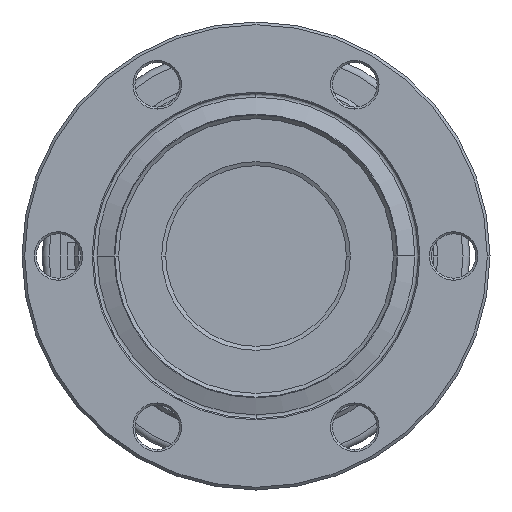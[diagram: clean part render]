
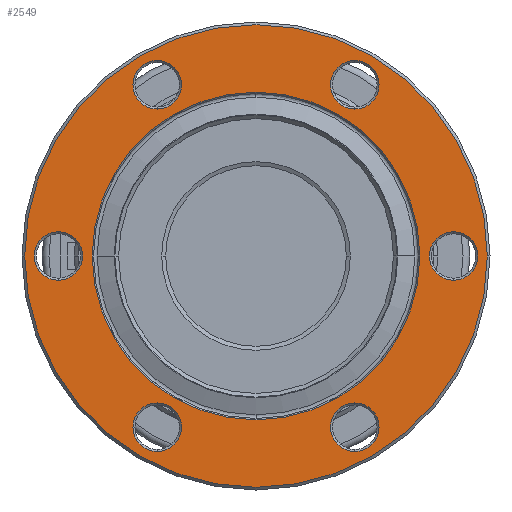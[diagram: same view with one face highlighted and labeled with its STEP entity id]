
A CAD part, left-side view. The second image highlights one B-rep face of the part: STEP entity #2549.
In plain terms, the highlighted planar face has unit normal (-1, 0, 0).
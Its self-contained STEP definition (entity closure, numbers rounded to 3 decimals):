
#1668=CARTESIAN_POINT('',(-5.996,-34.35,0.));
#1669=VERTEX_POINT('',#1668);
#1676=CARTESIAN_POINT('',(-5.996,34.35,0.));
#1677=VERTEX_POINT('',#1676);
#1678=CARTESIAN_POINT('',(-5.996,0.,0.0));
#1679=DIRECTION('',(1.0,0.0,0.0));
#1680=DIRECTION('',(0.0,-1.0,0.0));
#1681=AXIS2_PLACEMENT_3D('',#1678,#1679,#1680);
#1682=CIRCLE('',#1681,34.35);
#1683=EDGE_CURVE('',#1669,#1677,#1682,.T.);
#1990=CARTESIAN_POINT('',(-5.996,14.675,-21.818));
#1991=VERTEX_POINT('',#1990);
#2005=CARTESIAN_POINT('',(-5.996,14.675,-29.018));
#2006=VERTEX_POINT('',#2005);
#2013=CARTESIAN_POINT('',(-5.996,14.675,-25.418));
#2014=DIRECTION('',(-1.0,0.0,0.0));
#2015=DIRECTION('',(0.0,0.0,1.0));
#2016=AXIS2_PLACEMENT_3D('',#2013,#2014,#2015);
#2017=CIRCLE('',#2016,3.6);
#2018=EDGE_CURVE('',#2006,#1991,#2017,.T.);
#2060=CARTESIAN_POINT('',(-5.996,-14.675,-21.818));
#2061=VERTEX_POINT('',#2060);
#2075=CARTESIAN_POINT('',(-5.996,-14.675,-29.018));
#2076=VERTEX_POINT('',#2075);
#2083=CARTESIAN_POINT('',(-5.996,-14.675,-25.418));
#2084=DIRECTION('',(-1.0,0.0,0.0));
#2085=DIRECTION('',(0.0,0.0,1.0));
#2086=AXIS2_PLACEMENT_3D('',#2083,#2084,#2085);
#2087=CIRCLE('',#2086,3.6);
#2088=EDGE_CURVE('',#2076,#2061,#2087,.T.);
#2130=CARTESIAN_POINT('',(-5.996,-29.35,3.6));
#2131=VERTEX_POINT('',#2130);
#2145=CARTESIAN_POINT('',(-5.996,-29.35,-3.6));
#2146=VERTEX_POINT('',#2145);
#2153=CARTESIAN_POINT('',(-5.996,-29.35,0.));
#2154=DIRECTION('',(-1.0,0.0,0.0));
#2155=DIRECTION('',(0.0,0.0,1.0));
#2156=AXIS2_PLACEMENT_3D('',#2153,#2154,#2155);
#2157=CIRCLE('',#2156,3.6);
#2158=EDGE_CURVE('',#2146,#2131,#2157,.T.);
#2200=CARTESIAN_POINT('',(-5.996,-14.675,29.018));
#2201=VERTEX_POINT('',#2200);
#2215=CARTESIAN_POINT('',(-5.996,-14.675,21.818));
#2216=VERTEX_POINT('',#2215);
#2223=CARTESIAN_POINT('',(-5.996,-14.675,25.418));
#2224=DIRECTION('',(-1.0,0.0,0.0));
#2225=DIRECTION('',(0.0,0.0,1.0));
#2226=AXIS2_PLACEMENT_3D('',#2223,#2224,#2225);
#2227=CIRCLE('',#2226,3.6);
#2228=EDGE_CURVE('',#2216,#2201,#2227,.T.);
#2270=CARTESIAN_POINT('',(-5.996,14.675,29.018));
#2271=VERTEX_POINT('',#2270);
#2285=CARTESIAN_POINT('',(-5.996,14.675,21.818));
#2286=VERTEX_POINT('',#2285);
#2293=CARTESIAN_POINT('',(-5.996,14.675,25.418));
#2294=DIRECTION('',(-1.0,0.0,0.0));
#2295=DIRECTION('',(0.0,0.0,1.0));
#2296=AXIS2_PLACEMENT_3D('',#2293,#2294,#2295);
#2297=CIRCLE('',#2296,3.6);
#2298=EDGE_CURVE('',#2286,#2271,#2297,.T.);
#2340=CARTESIAN_POINT('',(-5.996,29.35,3.6));
#2341=VERTEX_POINT('',#2340);
#2355=CARTESIAN_POINT('',(-5.996,29.35,-3.6));
#2356=VERTEX_POINT('',#2355);
#2363=CARTESIAN_POINT('',(-5.996,29.35,0.0));
#2364=DIRECTION('',(-1.0,0.0,0.0));
#2365=DIRECTION('',(0.0,0.0,1.0));
#2366=AXIS2_PLACEMENT_3D('',#2363,#2364,#2365);
#2367=CIRCLE('',#2366,3.6);
#2368=EDGE_CURVE('',#2356,#2341,#2367,.T.);
#2419=CARTESIAN_POINT('',(-5.996,-24.325,0.));
#2420=VERTEX_POINT('',#2419);
#2428=CARTESIAN_POINT('',(-5.996,24.325,0.));
#2429=VERTEX_POINT('',#2428);
#2436=CARTESIAN_POINT('',(-5.996,0.,0.0));
#2437=DIRECTION('',(-1.0,0.0,0.0));
#2438=DIRECTION('',(0.0,-1.0,0.0));
#2439=AXIS2_PLACEMENT_3D('',#2436,#2437,#2438);
#2440=CIRCLE('',#2439,24.325);
#2441=EDGE_CURVE('',#2429,#2420,#2440,.T.);
#2452=CARTESIAN_POINT('',(-5.996,0.,0.0));
#2453=DIRECTION('',(-1.0,0.0,0.0));
#2454=DIRECTION('',(0.0,-1.0,0.0));
#2455=AXIS2_PLACEMENT_3D('',#2452,#2453,#2454);
#2456=CIRCLE('',#2455,24.325);
#2457=EDGE_CURVE('',#2420,#2429,#2456,.T.);
#2470=CARTESIAN_POINT('',(-5.996,29.438,0.0));
#2471=DIRECTION('',(-1.0,0.0,0.0));
#2472=DIRECTION('',(0.0,0.0,1.0));
#2473=AXIS2_PLACEMENT_3D('',#2470,#2471,#2472);
#2474=PLANE('',#2473);
#2475=CARTESIAN_POINT('',(-5.996,0.,0.0));
#2476=DIRECTION('',(1.0,0.0,0.0));
#2477=DIRECTION('',(0.0,-1.0,0.0));
#2478=AXIS2_PLACEMENT_3D('',#2475,#2476,#2477);
#2479=CIRCLE('',#2478,34.35);
#2480=EDGE_CURVE('',#1677,#1669,#2479,.T.);
#2481=ORIENTED_EDGE('',*,*,#2480,.F.);
#2482=ORIENTED_EDGE('',*,*,#1683,.F.);
#2483=EDGE_LOOP('',(#2481,#2482));
#2484=FACE_OUTER_BOUND('',#2483,.T.);
#2485=ORIENTED_EDGE('',*,*,#2368,.F.);
#2486=CARTESIAN_POINT('',(-5.996,29.35,0.0));
#2487=DIRECTION('',(-1.0,0.0,0.0));
#2488=DIRECTION('',(0.0,0.0,1.0));
#2489=AXIS2_PLACEMENT_3D('',#2486,#2487,#2488);
#2490=CIRCLE('',#2489,3.6);
#2491=EDGE_CURVE('',#2341,#2356,#2490,.T.);
#2492=ORIENTED_EDGE('',*,*,#2491,.F.);
#2493=EDGE_LOOP('',(#2485,#2492));
#2494=FACE_BOUND('',#2493,.T.);
#2495=ORIENTED_EDGE('',*,*,#2228,.F.);
#2496=CARTESIAN_POINT('',(-5.996,-14.675,25.418));
#2497=DIRECTION('',(-1.0,0.0,0.0));
#2498=DIRECTION('',(0.0,0.0,1.0));
#2499=AXIS2_PLACEMENT_3D('',#2496,#2497,#2498);
#2500=CIRCLE('',#2499,3.6);
#2501=EDGE_CURVE('',#2201,#2216,#2500,.T.);
#2502=ORIENTED_EDGE('',*,*,#2501,.F.);
#2503=EDGE_LOOP('',(#2495,#2502));
#2504=FACE_BOUND('',#2503,.T.);
#2505=ORIENTED_EDGE('',*,*,#2088,.F.);
#2506=CARTESIAN_POINT('',(-5.996,-14.675,-25.418));
#2507=DIRECTION('',(-1.0,0.0,0.0));
#2508=DIRECTION('',(0.0,0.0,1.0));
#2509=AXIS2_PLACEMENT_3D('',#2506,#2507,#2508);
#2510=CIRCLE('',#2509,3.6);
#2511=EDGE_CURVE('',#2061,#2076,#2510,.T.);
#2512=ORIENTED_EDGE('',*,*,#2511,.F.);
#2513=EDGE_LOOP('',(#2505,#2512));
#2514=FACE_BOUND('',#2513,.T.);
#2515=ORIENTED_EDGE('',*,*,#2018,.F.);
#2516=CARTESIAN_POINT('',(-5.996,14.675,-25.418));
#2517=DIRECTION('',(-1.0,0.0,0.0));
#2518=DIRECTION('',(0.0,0.0,1.0));
#2519=AXIS2_PLACEMENT_3D('',#2516,#2517,#2518);
#2520=CIRCLE('',#2519,3.6);
#2521=EDGE_CURVE('',#1991,#2006,#2520,.T.);
#2522=ORIENTED_EDGE('',*,*,#2521,.F.);
#2523=EDGE_LOOP('',(#2515,#2522));
#2524=FACE_BOUND('',#2523,.T.);
#2525=ORIENTED_EDGE('',*,*,#2158,.F.);
#2526=CARTESIAN_POINT('',(-5.996,-29.35,0.));
#2527=DIRECTION('',(-1.0,0.0,0.0));
#2528=DIRECTION('',(0.0,0.0,1.0));
#2529=AXIS2_PLACEMENT_3D('',#2526,#2527,#2528);
#2530=CIRCLE('',#2529,3.6);
#2531=EDGE_CURVE('',#2131,#2146,#2530,.T.);
#2532=ORIENTED_EDGE('',*,*,#2531,.F.);
#2533=EDGE_LOOP('',(#2525,#2532));
#2534=FACE_BOUND('',#2533,.T.);
#2535=ORIENTED_EDGE('',*,*,#2298,.F.);
#2536=CARTESIAN_POINT('',(-5.996,14.675,25.418));
#2537=DIRECTION('',(-1.0,0.0,0.0));
#2538=DIRECTION('',(0.0,0.0,1.0));
#2539=AXIS2_PLACEMENT_3D('',#2536,#2537,#2538);
#2540=CIRCLE('',#2539,3.6);
#2541=EDGE_CURVE('',#2271,#2286,#2540,.T.);
#2542=ORIENTED_EDGE('',*,*,#2541,.F.);
#2543=EDGE_LOOP('',(#2535,#2542));
#2544=FACE_BOUND('',#2543,.T.);
#2545=ORIENTED_EDGE('',*,*,#2441,.F.);
#2546=ORIENTED_EDGE('',*,*,#2457,.F.);
#2547=EDGE_LOOP('',(#2545,#2546));
#2548=FACE_BOUND('',#2547,.T.);
#2549=ADVANCED_FACE('',(#2484,#2494,#2504,#2514,#2524,#2534,#2544,#2548),#2474,.T.);
